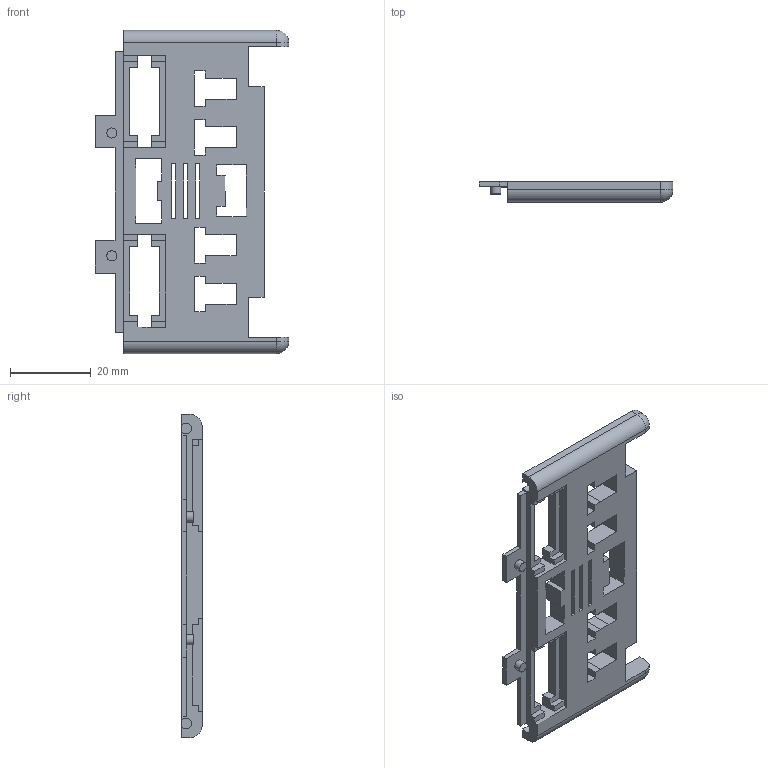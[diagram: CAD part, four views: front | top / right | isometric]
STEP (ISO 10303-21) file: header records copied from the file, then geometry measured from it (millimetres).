
FILE_DESCRIPTION(/* description */ ('','CAx-IF Rec.Pracs.---Representation and Presentation of Product Manufacturing Information (PMI)---4.0---2014-10-13'),/* implementation_level */ '2;1');
FILE_NAME(/* name */ 'top_sensors.step',/* time_stamp */ '2025-07-27T12:02:09+03:00',/* author */ (''),/* organization */ (''),/* preprocessor_version */ 'ST-DEVELOPER v20',/* originating_system */ 'Autodesk Translation Framework v13.20.0.188',/* authorisation */ '');
FILE_SCHEMA (('AP242_MANAGED_MODEL_BASED_3D_ENGINEERING_MIM_LF { 1 0 10303 442 1 1 4 }'));
Length unit declared in the file: millimetre
Products named in the file (2): box_product_animation_new; top-sensors
Assembly tree (1 placements, depth 2):
  box_product_animation_new
    top-sensors
Bounding box: 47.9 x 5 x 80 mm (x, y, z)
Volume: 9355.5 mm3; surface area: 8040.2 mm2
Topology: 1 solids, 1 shells, 183 faces, 537 edges, 356 vertices
Faces by surface type: plane 171, cylinder 10, sphere 2
Full cylindrical faces by diameter (mm): 2.5 x2
Entity records: 6081 total; most frequent: CARTESIAN_POINT 1079, ORIENTED_EDGE 1074, DIRECTION 929, EDGE_CURVE 537, LINE 517, VECTOR 517, VERTEX_POINT 356, AXIS2_PLACEMENT_3D 206
